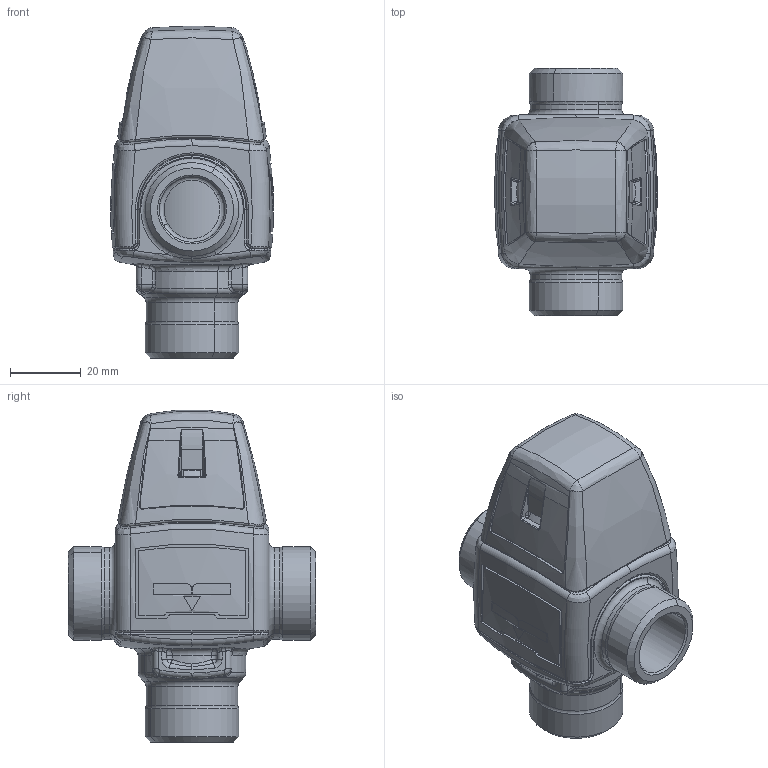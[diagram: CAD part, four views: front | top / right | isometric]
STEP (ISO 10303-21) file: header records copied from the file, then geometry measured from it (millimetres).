
FILE_DESCRIPTION(('CATIA V5 STEP Exchange'),'2;1');
FILE_NAME('VTA352 G3-4_31155000.stp','2013-01-18T12:00:45+00:00',('none'),('none'),'CATIA Version 5 Release 20 SP 6 (IN-10)','CATIA V5 STEP AP203','none');
FILE_SCHEMA(('CONFIG_CONTROL_DESIGN'));
Length unit declared in the file: millimetre
Products named in the file (1): 2706s3_31155000
Bounding box: 46.1 x 70 x 93.88 mm (x, y, z)
Volume: 84119.3 mm3; surface area: 48149.2 mm2
Topology: 7 solids, 8 shells, 2713 faces, 7178 edges, 4528 vertices
Faces by surface type: plane 1539, cylinder 395, bspline 354, torus 241, sphere 112, cone 52, revolution 20
Entity records: 106081 total; most frequent: CARTESIAN_POINT 49795, ORIENTED_EDGE 14250, DIRECTION 7223, EDGE_CURVE 7125, VERTEX_POINT 4528, B_SPLINE_CURVE_WITH_KNOTS 3944, AXIS2_PLACEMENT_3D 3044, EDGE_LOOP 2821
